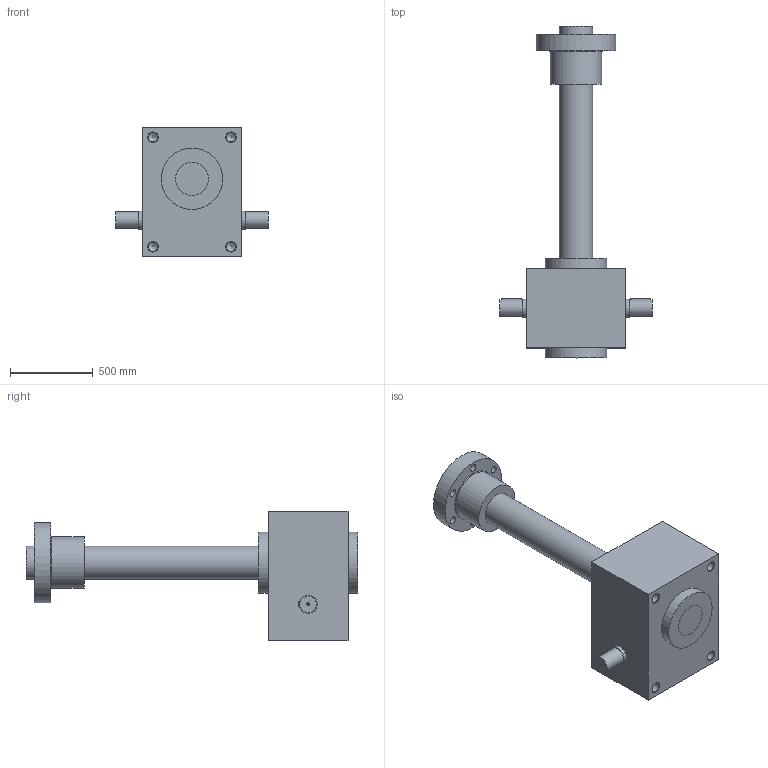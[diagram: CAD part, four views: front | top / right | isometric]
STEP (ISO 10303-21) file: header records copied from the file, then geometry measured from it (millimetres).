
FILE_DESCRIPTION( ( 'STEP AP214' ), ' ' );
FILE_NAME( 'TPR20018_B_-_R.1_36_C.1000_-_-_-_-_-_-.stp', '2017-08-20T11:27:40', ( '' ), ( '' ), ' ', 'PARTsolutions', ' ' );
FILE_SCHEMA( ( 'AUTOMOTIVE_DESIGN { 1 0 10303 214 1 1 1 1 }' ) );
Length unit declared in the file: millimetre
Products named in the file (5): TPR20018_B_-_R.1/36_C.1000_-_-_-_-_-_-; _TPR20018_1_1_1_1_tpr_1; _TPR20018-2; _TPR20018_1000_11-_tpr_3; _TPR20018_1000_1_tpr_4
Assembly tree (5 placements, depth 2):
  TPR20018_B_-_R.1/36_C.1000_-_-_-_-_-_-
    _TPR20018_1_1_1_1_tpr_1
    _TPR20018-2  x2
    _TPR20018_1000_11-_tpr_3
    _TPR20018_1000_1_tpr_4
Bounding box: 920 x 2000 x 780 mm (x, y, z)
Volume: 309393069 mm3; surface area: 5642359.7 mm2
Topology: 5 solids, 5 shells, 188 faces, 477 edges, 314 vertices
Faces by surface type: plane 99, cylinder 64, cone 24, torus 1
Full cylindrical faces by diameter (mm): 13.835 x2, 45 x6, 57.505 x8, 100 x3, 110 x2, 182 x2, 200 x1, 310 x1, 370 x2, 480 x1
Entity records: 6562 total; most frequent: CARTESIAN_POINT 950, DIRECTION 872, ORIENTED_EDGE 764, EDGE_CURVE 382, AXIS2_PLACEMENT_3D 311, VERTEX_POINT 285, EDGE_LOOP 254, LINE 250
